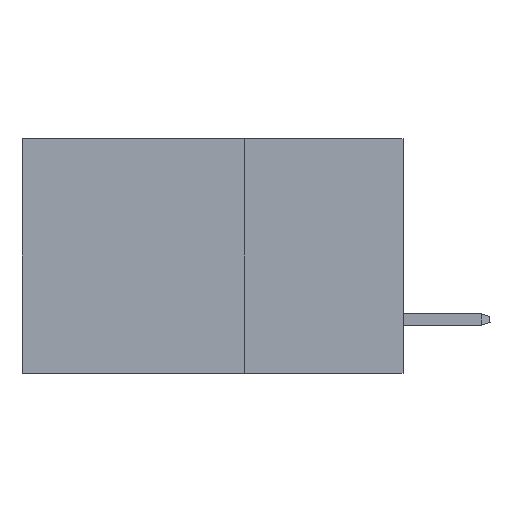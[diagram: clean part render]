
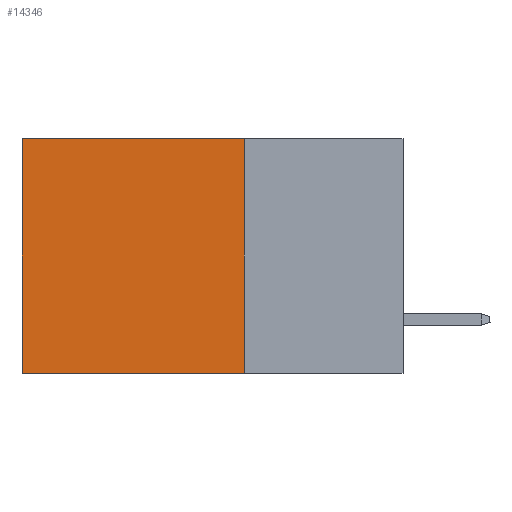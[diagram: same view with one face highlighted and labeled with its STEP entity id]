
A CAD part, left-side view. The second image highlights one B-rep face of the part: STEP entity #14346.
In plain terms, the highlighted planar face has unit normal (-1, 0, 0).
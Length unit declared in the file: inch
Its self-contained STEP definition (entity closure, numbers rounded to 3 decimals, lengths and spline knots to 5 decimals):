
#333 = AXIS2_PLACEMENT_3D ( 'NONE', #32555, #23559, #3486 ) ;
#362 = LINE ( 'NONE', #2658, #25661 ) ;
#803 = CARTESIAN_POINT ( 'NONE',  ( 0.2875, 0.6, -0.37 ) ) ;
#1365 = LINE ( 'NONE', #13236, #2078 ) ;
#2078 = VECTOR ( 'NONE', #35988, 39.37008 ) ;
#2658 = CARTESIAN_POINT ( 'NONE',  ( 0.2875, 0.6, 0. ) ) ;
#3486 = DIRECTION ( 'NONE',  ( 0., 0., -1. ) ) ;
#4699 = CARTESIAN_POINT ( 'NONE',  ( 0.2875, 0.6, 0. ) ) ;
#4702 = ORIENTED_EDGE ( 'NONE', *, *, #5640, .F. ) ;
#5640 = EDGE_CURVE ( 'NONE', #33252, #35819, #1365, .T. ) ;
#6168 = CARTESIAN_POINT ( 'NONE',  ( 0.2875, 0.25, 0. ) ) ;
#6706 = ORIENTED_EDGE ( 'NONE', *, *, #30710, .T. ) ;
#6736 = CARTESIAN_POINT ( 'NONE',  ( 0.2875, 0.25, -0.37 ) ) ;
#8378 = VERTEX_POINT ( 'NONE', #4699 ) ;
#10962 = CARTESIAN_POINT ( 'NONE',  ( 0.2875, 0.25, 0. ) ) ;
#12726 = ORIENTED_EDGE ( 'NONE', *, *, #30023, .T. ) ;
#13236 = CARTESIAN_POINT ( 'NONE',  ( 0.2875, 0.25, -0.37 ) ) ;
#13700 = EDGE_LOOP ( 'NONE', ( #12726, #4702, #17104, #6706 ) ) ;
#14346 = ADVANCED_FACE ( 'NONE', ( #34628 ), #23366, .F. ) ;
#16450 = VERTEX_POINT ( 'NONE', #26078 ) ;
#17085 = DIRECTION ( 'NONE',  ( 0., 0., -1. ) ) ;
#17104 = ORIENTED_EDGE ( 'NONE', *, *, #25456, .F. ) ;
#21440 = VECTOR ( 'NONE', #22621, 39.37008 ) ;
#22621 = DIRECTION ( 'NONE',  ( 0., 1., 0. ) ) ;
#23366 = PLANE ( 'NONE',  #333 ) ;
#23559 = DIRECTION ( 'NONE',  ( 1., 0., 0. ) ) ;
#24202 = VECTOR ( 'NONE', #17085, 39.37008 ) ;
#25456 = EDGE_CURVE ( 'NONE', #16450, #33252, #37567, .T. ) ;
#25661 = VECTOR ( 'NONE', #29207, 39.37008 ) ;
#26078 = CARTESIAN_POINT ( 'NONE',  ( 0.2875, 0.25, 0. ) ) ;
#29207 = DIRECTION ( 'NONE',  ( 0., 0., -1. ) ) ;
#30023 = EDGE_CURVE ( 'NONE', #8378, #35819, #362, .T. ) ;
#30710 = EDGE_CURVE ( 'NONE', #16450, #8378, #37188, .T. ) ;
#32555 = CARTESIAN_POINT ( 'NONE',  ( 0.2875, 0.25, 0. ) ) ;
#33252 = VERTEX_POINT ( 'NONE', #6736 ) ;
#34628 = FACE_OUTER_BOUND ( 'NONE', #13700, .T. ) ;
#35819 = VERTEX_POINT ( 'NONE', #803 ) ;
#35988 = DIRECTION ( 'NONE',  ( 0., 1., 0. ) ) ;
#37188 = LINE ( 'NONE', #10962, #21440 ) ;
#37567 = LINE ( 'NONE', #6168, #24202 ) ;
